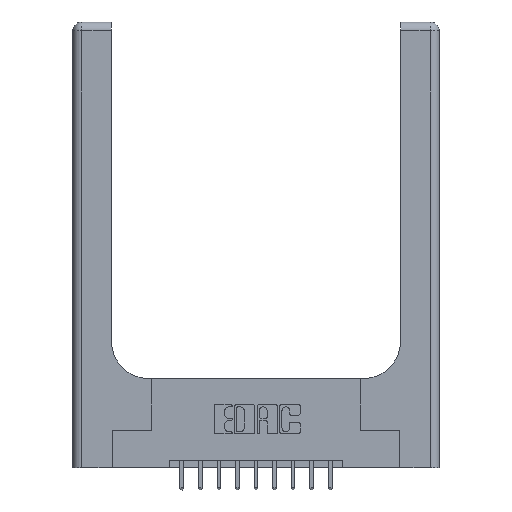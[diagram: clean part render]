
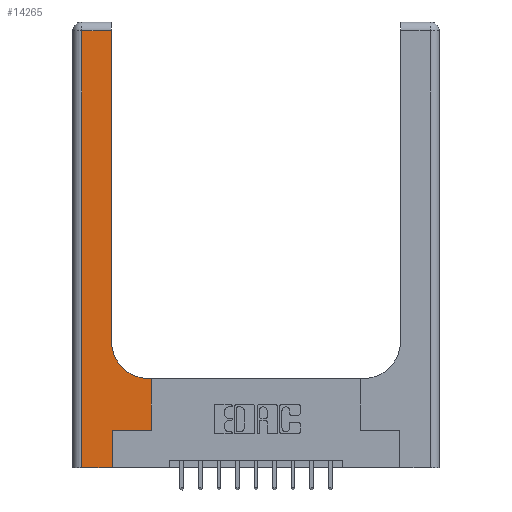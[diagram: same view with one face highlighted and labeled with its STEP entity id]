
A CAD part, top view. The second image highlights one B-rep face of the part: STEP entity #14265.
In plain terms, the highlighted planar face has unit normal (0, 0, 1).
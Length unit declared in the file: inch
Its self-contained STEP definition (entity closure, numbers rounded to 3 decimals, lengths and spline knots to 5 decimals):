
#508 = DIRECTION ( 'NONE',  ( -1., 0., 0. ) ) ;
#521 = VERTEX_POINT ( 'NONE', #12223 ) ;
#670 = CARTESIAN_POINT ( 'NONE',  ( 0.528, 0.6, 0.37 ) ) ;
#698 = VECTOR ( 'NONE', #5607, 39.37008 ) ;
#749 = AXIS2_PLACEMENT_3D ( 'NONE', #10380, #3211, #14091 ) ;
#917 = CARTESIAN_POINT ( 'NONE',  ( 0., 0., 0.37 ) ) ;
#1022 = DIRECTION ( 'NONE',  ( 0., -1., 0. ) ) ;
#1178 = DIRECTION ( 'NONE',  ( 0., 1., 0. ) ) ;
#1381 = LINE ( 'NONE', #4737, #3057 ) ;
#1540 = CARTESIAN_POINT ( 'NONE',  ( 0.06, 0., 0.37 ) ) ;
#2016 = ORIENTED_EDGE ( 'NONE', *, *, #8698, .T. ) ;
#2538 = EDGE_CURVE ( 'NONE', #11346, #9032, #3952, .T. ) ;
#2674 = EDGE_CURVE ( 'NONE', #9032, #521, #8649, .T. ) ;
#3057 = VECTOR ( 'NONE', #1178, 39.37008 ) ;
#3211 = DIRECTION ( 'NONE',  ( 0., 0., -1. ) ) ;
#3345 = VECTOR ( 'NONE', #7195, 39.37008 ) ;
#3416 = CARTESIAN_POINT ( 'NONE',  ( 0.06, 2.94, 0.37 ) ) ;
#3519 = VECTOR ( 'NONE', #1022, 39.37008 ) ;
#3552 = VERTEX_POINT ( 'NONE', #3416 ) ;
#3792 = VERTEX_POINT ( 'NONE', #6469 ) ;
#3808 = DIRECTION ( 'NONE',  ( 0., 1., 0. ) ) ;
#3841 = CARTESIAN_POINT ( 'NONE',  ( 0.26, 0.85, 0.37 ) ) ;
#3891 = LINE ( 'NONE', #12550, #14245 ) ;
#3892 = CARTESIAN_POINT ( 'NONE',  ( 0.26, 3., 0.37 ) ) ;
#3952 = LINE ( 'NONE', #11820, #5082 ) ;
#4125 = LINE ( 'NONE', #3892, #5068 ) ;
#4561 = PLANE ( 'NONE',  #749 ) ;
#4737 = CARTESIAN_POINT ( 'NONE',  ( 0.265, 0., 0.37 ) ) ;
#5053 = EDGE_CURVE ( 'NONE', #5165, #3552, #3891, .T. ) ;
#5068 = VECTOR ( 'NONE', #12226, 39.37008 ) ;
#5082 = VECTOR ( 'NONE', #3808, 39.37008 ) ;
#5159 = EDGE_CURVE ( 'NONE', #12669, #3792, #11019, .T. ) ;
#5165 = VERTEX_POINT ( 'NONE', #6771 ) ;
#5180 = EDGE_CURVE ( 'NONE', #3552, #12669, #13080, .T. ) ;
#5607 = DIRECTION ( 'NONE',  ( 1., 0., 0. ) ) ;
#5769 = CARTESIAN_POINT ( 'NONE',  ( 0.06, 3., 0.37 ) ) ;
#5865 = CIRCLE ( 'NONE', #7859, 0.25 ) ;
#5983 = CARTESIAN_POINT ( 'NONE',  ( 0.265, 0.25, 0.37 ) ) ;
#6028 = FACE_OUTER_BOUND ( 'NONE', #12905, .T. ) ;
#6100 = ORIENTED_EDGE ( 'NONE', *, *, #5159, .T. ) ;
#6328 = LINE ( 'NONE', #5983, #3345 ) ;
#6384 = CARTESIAN_POINT ( 'NONE',  ( 0.528, 0.25, 0.37 ) ) ;
#6469 = CARTESIAN_POINT ( 'NONE',  ( 0.265, 0., 0.37 ) ) ;
#6481 = ORIENTED_EDGE ( 'NONE', *, *, #5180, .T. ) ;
#6771 = CARTESIAN_POINT ( 'NONE',  ( 0.26, 2.94, 0.37 ) ) ;
#7195 = DIRECTION ( 'NONE',  ( 1., 0., 0. ) ) ;
#7252 = VERTEX_POINT ( 'NONE', #14018 ) ;
#7742 = DIRECTION ( 'NONE',  ( 0., 0., -1. ) ) ;
#7859 = AXIS2_PLACEMENT_3D ( 'NONE', #10051, #7742, #12467 ) ;
#8649 = LINE ( 'NONE', #11093, #13138 ) ;
#8698 = EDGE_CURVE ( 'NONE', #7252, #11346, #6328, .T. ) ;
#9032 = VERTEX_POINT ( 'NONE', #670 ) ;
#10051 = CARTESIAN_POINT ( 'NONE',  ( 0.51, 0.85, 0.37 ) ) ;
#10380 = CARTESIAN_POINT ( 'NONE',  ( 0., 3., 0.37 ) ) ;
#10596 = ORIENTED_EDGE ( 'NONE', *, *, #2674, .T. ) ;
#11019 = LINE ( 'NONE', #917, #698 ) ;
#11093 = CARTESIAN_POINT ( 'NONE',  ( 0.26, 0.6, 0.37 ) ) ;
#11346 = VERTEX_POINT ( 'NONE', #6384 ) ;
#11580 = DIRECTION ( 'NONE',  ( -1., 0., 0. ) ) ;
#11820 = CARTESIAN_POINT ( 'NONE',  ( 0.528, 0.25, 0.37 ) ) ;
#12223 = CARTESIAN_POINT ( 'NONE',  ( 0.51, 0.6, 0.37 ) ) ;
#12226 = DIRECTION ( 'NONE',  ( 0., 1., 0. ) ) ;
#12394 = EDGE_CURVE ( 'NONE', #3792, #7252, #1381, .T. ) ;
#12467 = DIRECTION ( 'NONE',  ( 1., 0., 0. ) ) ;
#12550 = CARTESIAN_POINT ( 'NONE',  ( 0., 2.94, 0.37 ) ) ;
#12648 = VERTEX_POINT ( 'NONE', #3841 ) ;
#12669 = VERTEX_POINT ( 'NONE', #1540 ) ;
#12725 = ORIENTED_EDGE ( 'NONE', *, *, #15542, .T. ) ;
#12905 = EDGE_LOOP ( 'NONE', ( #12725, #14606, #6481, #6100, #14919, #2016, #13283, #10596, #14047 ) ) ;
#13080 = LINE ( 'NONE', #5769, #3519 ) ;
#13138 = VECTOR ( 'NONE', #508, 39.37008 ) ;
#13283 = ORIENTED_EDGE ( 'NONE', *, *, #2538, .T. ) ;
#13346 = EDGE_CURVE ( 'NONE', #521, #12648, #5865, .T. ) ;
#14018 = CARTESIAN_POINT ( 'NONE',  ( 0.265, 0.25, 0.37 ) ) ;
#14047 = ORIENTED_EDGE ( 'NONE', *, *, #13346, .T. ) ;
#14091 = DIRECTION ( 'NONE',  ( -1., 0., 0. ) ) ;
#14245 = VECTOR ( 'NONE', #11580, 39.37008 ) ;
#14265 = ADVANCED_FACE ( 'NONE', ( #6028 ), #4561, .F. ) ;
#14606 = ORIENTED_EDGE ( 'NONE', *, *, #5053, .T. ) ;
#14919 = ORIENTED_EDGE ( 'NONE', *, *, #12394, .T. ) ;
#15542 = EDGE_CURVE ( 'NONE', #12648, #5165, #4125, .T. ) ;
